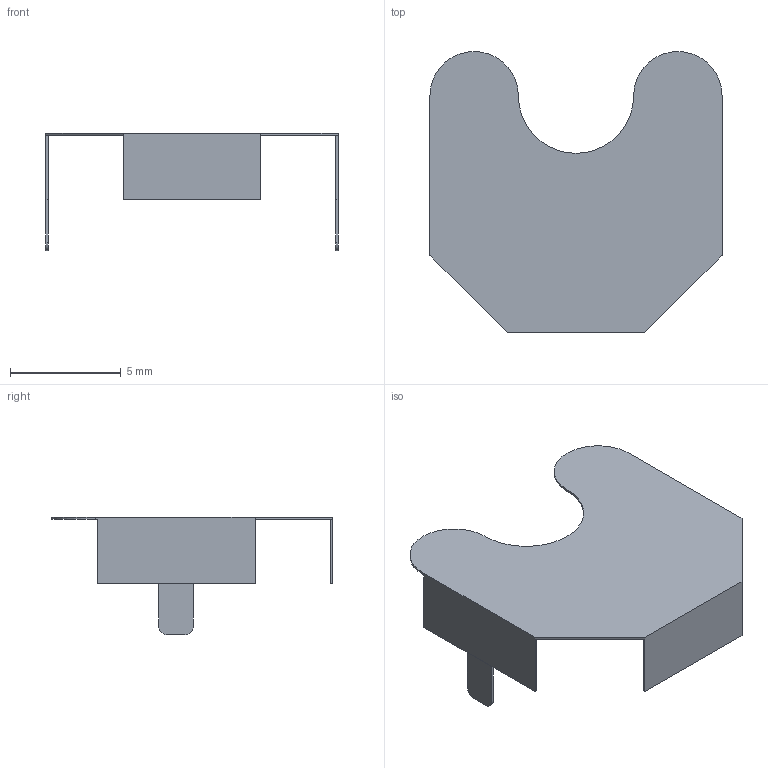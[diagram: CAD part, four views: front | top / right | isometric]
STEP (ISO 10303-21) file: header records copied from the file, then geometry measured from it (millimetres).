
FILE_DESCRIPTION(/* description */ (''),/* implementation_level */ '2;1');
FILE_NAME(/* name */ 'Support_3001.step',/* time_stamp */ '2019-03-04T19:38:50+01:00',/* author */ (''),/* organization */ (''),/* preprocessor_version */ 'ST-DEVELOPER v17.2',/* originating_system */ 'Autodesk Translation Framework v7.6.0.251',/* authorisation */ '');
FILE_SCHEMA (('AUTOMOTIVE_DESIGN { 1 0 10303 214 3 1 1 }'));
Length unit declared in the file: millimetre
Products named in the file (1): Support_3001
Bounding box: 13.21 x 12.7 x 5.33 mm (x, y, z)
Volume: 19.8 mm3; surface area: 403.1 mm2
Topology: 2 solids, 2 shells, 36 faces, 92 edges, 60 vertices
Faces by surface type: plane 29, cylinder 7
Entity records: 1110 total; most frequent: CARTESIAN_POINT 189, ORIENTED_EDGE 184, DIRECTION 180, EDGE_CURVE 92, LINE 78, VECTOR 78, VERTEX_POINT 60, AXIS2_PLACEMENT_3D 51
